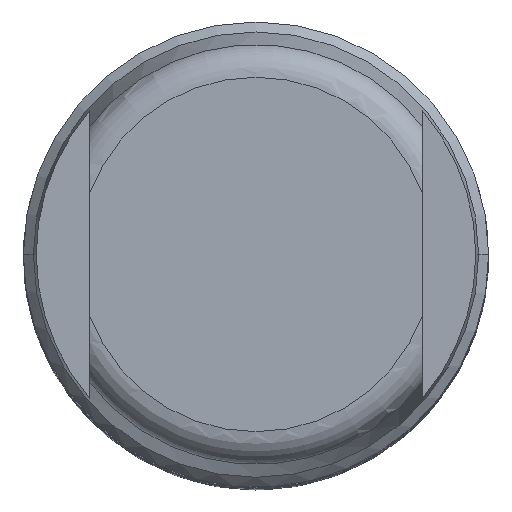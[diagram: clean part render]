
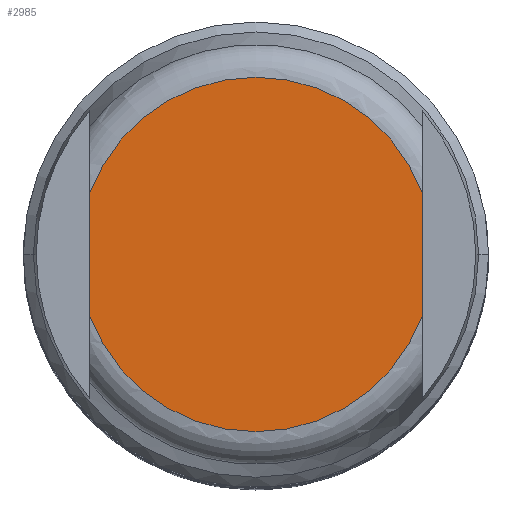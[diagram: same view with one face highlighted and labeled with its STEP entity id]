
A CAD part, top view. The second image highlights one B-rep face of the part: STEP entity #2985.
In plain terms, the highlighted planar face has unit normal (0, 0, 1).
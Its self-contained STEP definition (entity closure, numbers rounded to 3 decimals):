
#2880=AXIS2_PLACEMENT_3D('Circle Axis2P3D',#2878,#2879,$) ;
#2962=AXIS2_PLACEMENT_3D('Circle Axis2P3D',#2960,#2961,$) ;
#2977=AXIS2_PLACEMENT_3D('Plane Axis2P3D',#2974,#2975,#2976) ;
#2810=CARTESIAN_POINT('Vertex',(2.,5.148,56.66)) ;
#2813=CARTESIAN_POINT('Line Origine',(2.,7.,56.66)) ;
#2817=CARTESIAN_POINT('Vertex',(2.,8.852,56.66)) ;
#2868=CARTESIAN_POINT('Vertex',(12.,8.852,56.66)) ;
#2878=CARTESIAN_POINT('Axis2P3D Location',(7.,7.,56.66)) ;
#2902=CARTESIAN_POINT('Line Origine',(12.,7.,56.66)) ;
#2906=CARTESIAN_POINT('Vertex',(12.,5.148,56.66)) ;
#2960=CARTESIAN_POINT('Axis2P3D Location',(7.,7.,56.66)) ;
#2974=CARTESIAN_POINT('Axis2P3D Location',(7.,7.,56.66)) ;
#2814=DIRECTION('Vector Direction',(0.,1.,0.)) ;
#2879=DIRECTION('Axis2P3D Direction',(0.,-0.,1.)) ;
#2903=DIRECTION('Vector Direction',(0.,1.,0.)) ;
#2961=DIRECTION('Axis2P3D Direction',(0.,-0.,1.)) ;
#2975=DIRECTION('Axis2P3D Direction',(0.,-0.,1.)) ;
#2976=DIRECTION('Axis2P3D XDirection',(1.,0.,0.)) ;
#2815=VECTOR('Line Direction',#2814,1.) ;
#2904=VECTOR('Line Direction',#2903,1.) ;
#2980=ORIENTED_EDGE('',*,*,#2908,.T.) ;
#2981=ORIENTED_EDGE('',*,*,#2882,.T.) ;
#2982=ORIENTED_EDGE('',*,*,#2819,.F.) ;
#2983=ORIENTED_EDGE('',*,*,#2964,.T.) ;
#2985=ADVANCED_FACE('Hauptkoerper',(#2984),#2978,.T.) ;
#2881=CIRCLE('generated circle',#2880,5.332) ;
#2963=CIRCLE('generated circle',#2962,5.332) ;
#2819=EDGE_CURVE('',#2811,#2818,#2816,.T.) ;
#2882=EDGE_CURVE('',#2869,#2818,#2881,.T.) ;
#2908=EDGE_CURVE('',#2907,#2869,#2905,.T.) ;
#2964=EDGE_CURVE('',#2811,#2907,#2963,.T.) ;
#2979=EDGE_LOOP('',(#2980,#2981,#2982,#2983)) ;
#2984=FACE_OUTER_BOUND('',#2979,.T.) ;
#2816=LINE('Line',#2813,#2815) ;
#2905=LINE('Line',#2902,#2904) ;
#2978=PLANE('',#2977) ;
#2811=VERTEX_POINT('',#2810) ;
#2818=VERTEX_POINT('',#2817) ;
#2869=VERTEX_POINT('',#2868) ;
#2907=VERTEX_POINT('',#2906) ;
